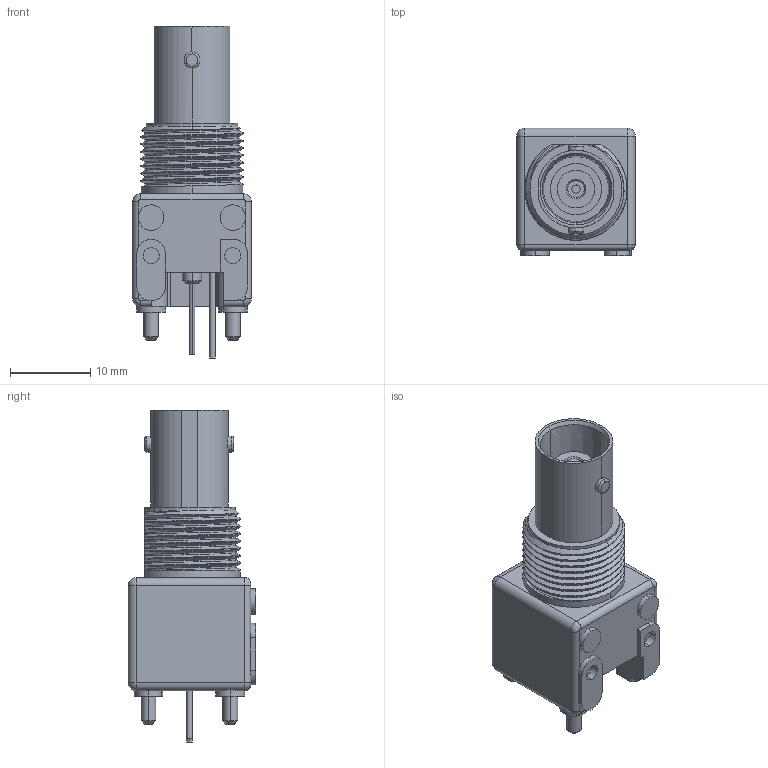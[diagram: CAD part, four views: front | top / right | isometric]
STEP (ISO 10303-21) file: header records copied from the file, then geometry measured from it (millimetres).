
FILE_DESCRIPTION(('STEP AP203'),'1');
FILE_NAME('5227673-1.stp','2023-02-19T14:57:34',('TraceParts'),('TraceParts S.A.'),'Spatial InterOp 3D',' ',' ');
FILE_SCHEMA(('CONFIG_CONTROL_DESIGN'));
Length unit declared in the file: millimetre
Products named in the file (1): 1
Bounding box: 14.76 x 15.88 x 41.28 mm (x, y, z)
Volume: 4172.1 mm3; surface area: 2678.7 mm2
Topology: 1 solids, 1 shells, 211 faces, 539 edges, 344 vertices
Faces by surface type: cylinder 90, plane 59, bspline 36, cone 18, torus 4, sphere 4
Entity records: 26031 total; most frequent: CARTESIAN_POINT 21061, ORIENTED_EDGE 1078, DIRECTION 959, EDGE_CURVE 539, AXIS2_PLACEMENT_3D 364, VERTEX_POINT 344, LINE 231, VECTOR 231
